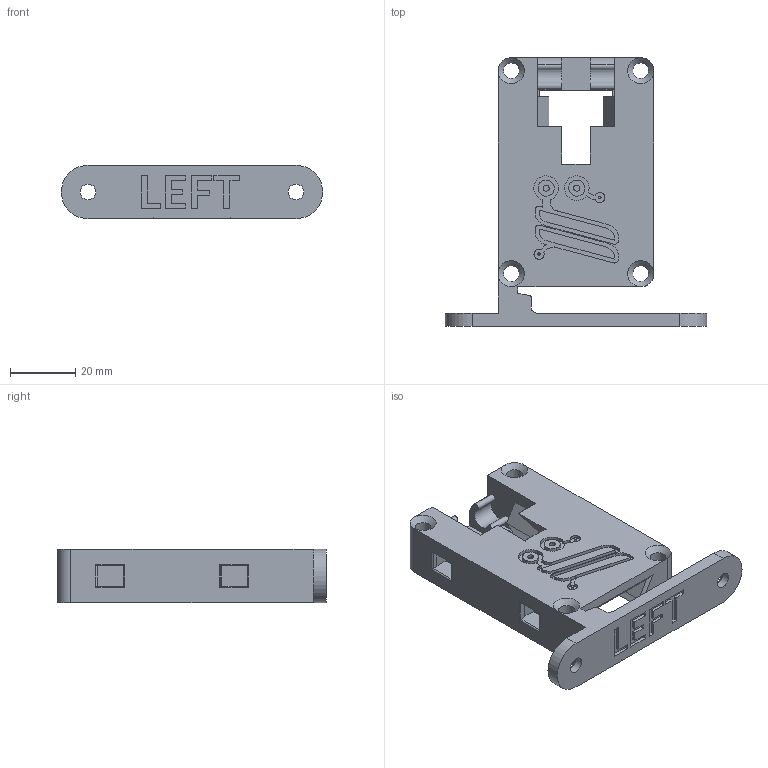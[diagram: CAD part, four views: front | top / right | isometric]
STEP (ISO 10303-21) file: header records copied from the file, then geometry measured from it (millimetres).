
FILE_DESCRIPTION(('FreeCAD Model'),'2;1');
FILE_NAME('Open CASCADE Shape Model','2025-05-10T11:42:10',('Author'),( ''),'Open CASCADE STEP processor 7.8','FreeCAD','Unknown');
FILE_SCHEMA(('AUTOMOTIVE_DESIGN { 1 0 10303 214 1 1 1 1 }'));
Length unit declared in the file: millimetre
Products named in the file (1): carriage_left_signed
Bounding box: 79.82 x 82.1 x 16.3 mm (x, y, z)
Volume: 36652.1 mm3; surface area: 17257.6 mm2
Topology: 1 solids, 1 shells, 279 faces, 771 edges, 507 vertices
Faces by surface type: bspline 115, plane 98, cylinder 60, cone 6
Full cylindrical faces by diameter (mm): 4.8 x6
Entity records: 9255 total; most frequent: CARTESIAN_POINT 3017, ORIENTED_EDGE 1542, DIRECTION 865, EDGE_CURVE 771, VERTEX_POINT 507, B_SPLINE_CURVE_WITH_KNOTS 342, LINE 315, VECTOR 315
